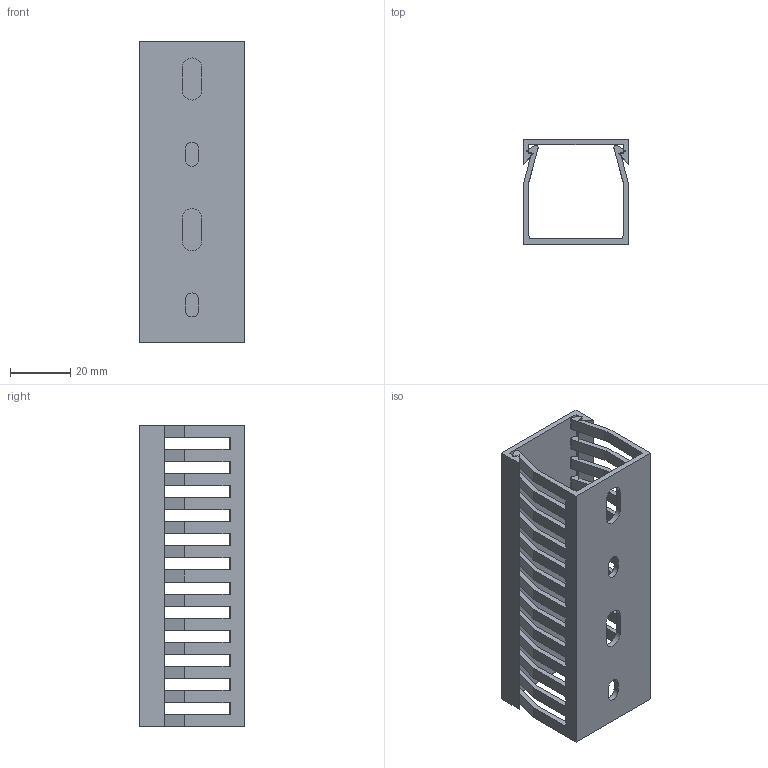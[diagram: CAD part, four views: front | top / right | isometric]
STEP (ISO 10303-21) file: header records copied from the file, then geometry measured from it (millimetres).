
FILE_DESCRIPTION((''),'2;1');
FILE_NAME('PROXY_LKG370370_ASM','2022-04-07T09:48:39',('mengess'),(''),'CREO PARAMETRIC BY PTC INC, 2021304','CREO PARAMETRIC BY PTC INC, 2021304','');
FILE_SCHEMA(('AUTOMOTIVE_DESIGN { 1 0 10303 214 1 1 1 1 }'));
Length unit declared in the file: millimetre
Products named in the file (3): PROXY_M01387; PROXY_M01451; PROXY_LKG370370_ASM
Assembly tree (2 placements, depth 2):
  PROXY_LKG370370_ASM
    PROXY_M01387
    PROXY_M01451
Bounding box: 35 x 35 x 100 mm (x, y, z)
Volume: 21135.1 mm3; surface area: 27541 mm2
Topology: 2 solids, 2 shells, 288 faces, 852 edges, 568 vertices
Faces by surface type: plane 228, cylinder 60
Entity records: 12466 total; most frequent: CARTESIAN_POINT 1971, DIRECTION 1880, ORIENTED_EDGE 1704, VECTOR 857, LINE 857, EDGE_CURVE 852, VERTEX_POINT 568, AXIS2_PLACEMENT_3D 495
